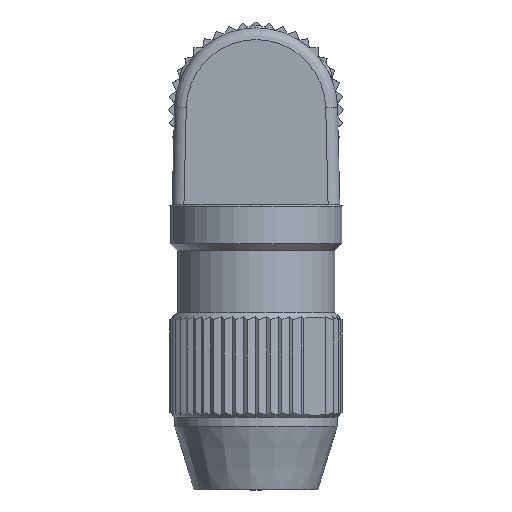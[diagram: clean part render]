
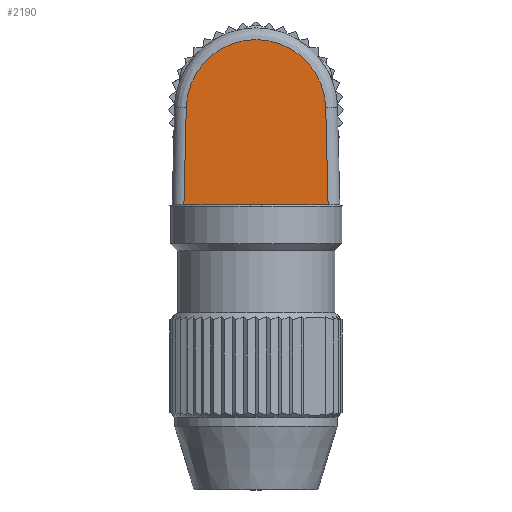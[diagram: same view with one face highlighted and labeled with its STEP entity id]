
A CAD part, top view. The second image highlights one B-rep face of the part: STEP entity #2190.
In plain terms, the highlighted planar face has unit normal (0, 0, 1).
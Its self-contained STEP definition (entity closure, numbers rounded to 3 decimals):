
#2190=ADVANCED_FACE('',(#2733),#2484,.T.);
#2484=PLANE('',#7378);
#2733=FACE_OUTER_BOUND('',#2989,.T.);
#2989=EDGE_LOOP('',(#3585,#3586,#3587,#3588,#3589,#3590));
#3352=CIRCLE('',#7377,5.95);
#3585=ORIENTED_EDGE('',*,*,#5564,.T.);
#3586=ORIENTED_EDGE('',*,*,#5565,.T.);
#3587=ORIENTED_EDGE('',*,*,#5566,.T.);
#3588=ORIENTED_EDGE('',*,*,#5480,.T.);
#3589=ORIENTED_EDGE('',*,*,#5567,.T.);
#3590=ORIENTED_EDGE('',*,*,#5486,.T.);
#4973=VERTEX_POINT('',#8968);
#4974=VERTEX_POINT('',#8970);
#4979=VERTEX_POINT('',#8985);
#4980=VERTEX_POINT('',#8986);
#5029=VERTEX_POINT('',#9174);
#5030=VERTEX_POINT('',#9176);
#5480=EDGE_CURVE('',#4974,#4973,#6235,.T.);
#5486=EDGE_CURVE('',#4979,#4980,#6240,.T.);
#5564=EDGE_CURVE('',#4980,#5029,#6301,.T.);
#5565=EDGE_CURVE('',#5029,#5030,#3352,.T.);
#5566=EDGE_CURVE('',#5030,#4974,#6302,.T.);
#5567=EDGE_CURVE('',#4973,#4979,#6303,.T.);
#6235=LINE('',#8969,#6633);
#6240=LINE('',#8984,#6638);
#6301=LINE('',#9173,#6699);
#6302=LINE('',#9177,#6700);
#6303=LINE('',#9178,#6701);
#6633=VECTOR('',#7751,1.);
#6638=VECTOR('',#7758,1.);
#6699=VECTOR('',#7899,1.);
#6700=VECTOR('',#7902,1.);
#6701=VECTOR('',#7903,1.);
#7377=AXIS2_PLACEMENT_3D('',#9175,#7900,#7901);
#7378=AXIS2_PLACEMENT_3D('',#9179,#7904,#7905);
#7751=DIRECTION('',(1.,0.,0.));
#7758=DIRECTION('',(1.,0.,0.));
#7899=DIRECTION('',(-0.024,1.,0.));
#7900=DIRECTION('',(0.,0.,1.));
#7901=DIRECTION('',(1.,0.024,0.));
#7902=DIRECTION('',(-0.024,-1.,0.));
#7903=DIRECTION('',(1.,0.,0.));
#7904=DIRECTION('',(0.,0.,1.));
#7905=DIRECTION('',(-1.,0.,0.));
#8968=CARTESIAN_POINT('',(-32.875,-15.812,-1.));
#8969=CARTESIAN_POINT('',(-37.334,-15.812,-1.));
#8970=CARTESIAN_POINT('',(-37.334,-15.812,-1.));
#8984=CARTESIAN_POINT('',(-37.334,-15.812,-1.));
#8985=CARTESIAN_POINT('',(-29.493,-15.812,-1.));
#8986=CARTESIAN_POINT('',(-25.034,-15.812,-1.));
#9173=CARTESIAN_POINT('',(-25.034,-15.812,-1.));
#9174=CARTESIAN_POINT('',(-25.236,-7.518,-1.));
#9175=CARTESIAN_POINT('',(-31.184,-7.662,-1.));
#9176=CARTESIAN_POINT('',(-37.132,-7.518,-1.));
#9177=CARTESIAN_POINT('',(-37.132,-7.518,-1.));
#9178=CARTESIAN_POINT('',(-37.334,-15.812,-1.));
#9179=CARTESIAN_POINT('',(-23.677,-0.334,-1.));
